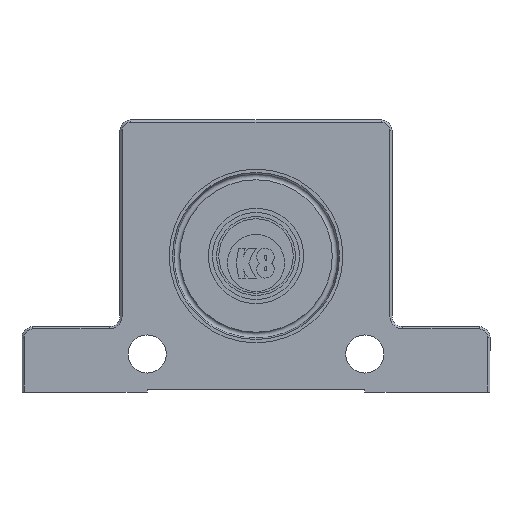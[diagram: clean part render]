
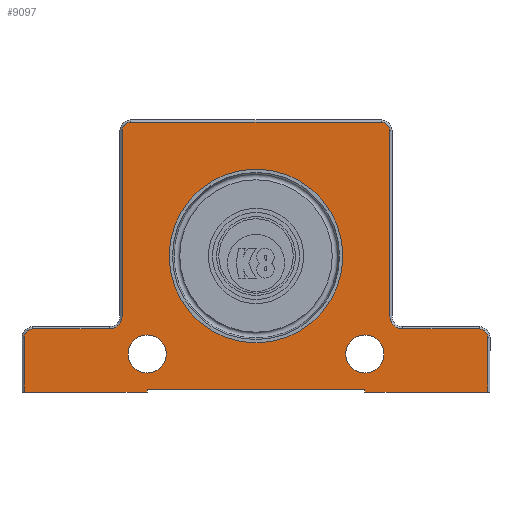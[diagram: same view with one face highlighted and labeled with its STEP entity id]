
A CAD part, left-side view. The second image highlights one B-rep face of the part: STEP entity #9097.
In plain terms, the highlighted planar face has unit normal (-1, 0, 0).
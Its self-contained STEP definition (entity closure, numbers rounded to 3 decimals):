
#7913=CARTESIAN_POINT('',(-10.0,-42.6,0.0));
#7914=VERTEX_POINT('',#7913);
#7931=CARTESIAN_POINT('',(-10.0,-42.6,10.));
#7932=VERTEX_POINT('',#7931);
#7939=CARTESIAN_POINT('',(-10.0,-42.6,10.));
#7940=DIRECTION('',(0.0,0.0,-1.0));
#7941=VECTOR('',#7940,10.);
#7942=LINE('',#7939,#7941);
#7943=EDGE_CURVE('',#7932,#7914,#7942,.T.);
#7955=CARTESIAN_POINT('',(-10.0,-41.0,11.6));
#7956=VERTEX_POINT('',#7955);
#7963=CARTESIAN_POINT('',(-10.0,-41.0,10.));
#7964=DIRECTION('',(1.0,0.0,0.0));
#7965=DIRECTION('',(0.0,-0.707,0.707));
#7966=AXIS2_PLACEMENT_3D('',#7963,#7964,#7965);
#7967=CIRCLE('',#7966,1.6);
#7968=EDGE_CURVE('',#7956,#7932,#7967,.T.);
#7988=CARTESIAN_POINT('',(-10.0,-27.,11.6));
#7989=VERTEX_POINT('',#7988);
#7996=CARTESIAN_POINT('',(-10.0,-27.,11.6));
#7997=DIRECTION('',(0.0,-1.0,0.0));
#7998=VECTOR('',#7997,14.);
#7999=LINE('',#7996,#7998);
#8000=EDGE_CURVE('',#7989,#7956,#7999,.T.);
#8017=CARTESIAN_POINT('',(-10.0,-24.6,14.));
#8018=VERTEX_POINT('',#8017);
#8025=CARTESIAN_POINT('',(-10.0,-27.,14.));
#8026=DIRECTION('',(-1.0,0.0,0.0));
#8027=DIRECTION('',(0.0,0.707,-0.707));
#8028=AXIS2_PLACEMENT_3D('',#8025,#8026,#8027);
#8029=CIRCLE('',#8028,2.4);
#8030=EDGE_CURVE('',#8018,#7989,#8029,.T.);
#8048=CARTESIAN_POINT('',(-10.0,-24.6,48.));
#8049=VERTEX_POINT('',#8048);
#8056=CARTESIAN_POINT('',(-10.0,-24.6,48.));
#8057=DIRECTION('',(0.0,0.0,-1.0));
#8058=VECTOR('',#8057,34.0);
#8059=LINE('',#8056,#8058);
#8060=EDGE_CURVE('',#8049,#8018,#8059,.T.);
#8074=CARTESIAN_POINT('',(-10.0,-23.,49.6));
#8075=VERTEX_POINT('',#8074);
#8082=CARTESIAN_POINT('',(-10.0,-23.,48.));
#8083=DIRECTION('',(1.0,0.0,0.0));
#8084=DIRECTION('',(0.0,-0.707,0.707));
#8085=AXIS2_PLACEMENT_3D('',#8082,#8083,#8084);
#8086=CIRCLE('',#8085,1.6);
#8087=EDGE_CURVE('',#8075,#8049,#8086,.T.);
#8107=CARTESIAN_POINT('',(-10.0,23.,49.6));
#8108=VERTEX_POINT('',#8107);
#8115=CARTESIAN_POINT('',(-10.0,23.,49.6));
#8116=DIRECTION('',(0.0,-1.0,0.0));
#8117=VECTOR('',#8116,46.0);
#8118=LINE('',#8115,#8117);
#8119=EDGE_CURVE('',#8108,#8075,#8118,.T.);
#8138=CARTESIAN_POINT('',(-10.0,24.6,48.0));
#8139=VERTEX_POINT('',#8138);
#8146=CARTESIAN_POINT('',(-10.0,23.,48.0));
#8147=DIRECTION('',(1.0,0.0,0.0));
#8148=DIRECTION('',(0.0,0.707,0.707));
#8149=AXIS2_PLACEMENT_3D('',#8146,#8147,#8148);
#8150=CIRCLE('',#8149,1.6);
#8151=EDGE_CURVE('',#8139,#8108,#8150,.T.);
#8171=CARTESIAN_POINT('',(-10.0,24.6,14.));
#8172=VERTEX_POINT('',#8171);
#8179=CARTESIAN_POINT('',(-10.0,24.6,14.));
#8180=DIRECTION('',(0.0,0.0,1.0));
#8181=VECTOR('',#8180,34.);
#8182=LINE('',#8179,#8181);
#8183=EDGE_CURVE('',#8172,#8139,#8182,.T.);
#8202=CARTESIAN_POINT('',(-10.0,27.,11.6));
#8203=VERTEX_POINT('',#8202);
#8210=CARTESIAN_POINT('',(-10.0,27.,14.));
#8211=DIRECTION('',(-1.,0.0,0.0));
#8212=DIRECTION('',(0.0,-0.707,-0.707));
#8213=AXIS2_PLACEMENT_3D('',#8210,#8211,#8212);
#8214=CIRCLE('',#8213,2.4);
#8215=EDGE_CURVE('',#8203,#8172,#8214,.T.);
#8235=CARTESIAN_POINT('',(-10.0,41.,11.6));
#8236=VERTEX_POINT('',#8235);
#8243=CARTESIAN_POINT('',(-10.0,41.,11.6));
#8244=DIRECTION('',(0.0,-1.0,0.0));
#8245=VECTOR('',#8244,14.);
#8246=LINE('',#8243,#8245);
#8247=EDGE_CURVE('',#8236,#8203,#8246,.T.);
#8266=CARTESIAN_POINT('',(-10.0,42.6,10.));
#8267=VERTEX_POINT('',#8266);
#8274=CARTESIAN_POINT('',(-10.0,41.,10.));
#8275=DIRECTION('',(1.0,0.0,0.0));
#8276=DIRECTION('',(0.0,0.707,0.707));
#8277=AXIS2_PLACEMENT_3D('',#8274,#8275,#8276);
#8278=CIRCLE('',#8277,1.6);
#8279=EDGE_CURVE('',#8267,#8236,#8278,.T.);
#8299=CARTESIAN_POINT('',(-10.0,42.6,0.0));
#8300=VERTEX_POINT('',#8299);
#8307=CARTESIAN_POINT('',(-10.0,42.6,0.0));
#8308=DIRECTION('',(0.0,0.0,1.0));
#8309=VECTOR('',#8308,10.);
#8310=LINE('',#8307,#8309);
#8311=EDGE_CURVE('',#8300,#8267,#8310,.T.);
#8344=CARTESIAN_POINT('',(-10.0,20.0,0.0));
#8345=VERTEX_POINT('',#8344);
#8352=CARTESIAN_POINT('',(-10.0,20.0,0.0));
#8353=DIRECTION('',(0.0,1.0,0.0));
#8354=VECTOR('',#8353,22.6);
#8355=LINE('',#8352,#8354);
#8356=EDGE_CURVE('',#8345,#8300,#8355,.T.);
#8942=CARTESIAN_POINT('',(-10.0,-20.0,0.5));
#8943=VERTEX_POINT('',#8942);
#8951=CARTESIAN_POINT('',(-10.0,-20.0,0.0));
#8952=VERTEX_POINT('',#8951);
#8959=CARTESIAN_POINT('',(-10.0,-20.0,0.5));
#8960=DIRECTION('',(0.0,0.0,-1.0));
#8961=VECTOR('',#8960,0.5);
#8962=LINE('',#8959,#8961);
#8963=EDGE_CURVE('',#8943,#8952,#8962,.T.);
#8973=CARTESIAN_POINT('',(-10.0,20.0,0.5));
#8974=VERTEX_POINT('',#8973);
#8981=CARTESIAN_POINT('',(-10.0,20.0,0.0));
#8982=DIRECTION('',(0.0,0.0,1.0));
#8983=VECTOR('',#8982,0.5);
#8984=LINE('',#8981,#8983);
#8985=EDGE_CURVE('',#8345,#8974,#8984,.T.);
#8999=CARTESIAN_POINT('',(-10.0,20.0,0.5));
#9000=DIRECTION('',(0.0,-1.0,0.0));
#9001=VECTOR('',#9000,40.0);
#9002=LINE('',#8999,#9001);
#9003=EDGE_CURVE('',#8974,#8943,#9002,.T.);
#9015=CARTESIAN_POINT('',(-10.0,-42.6,0.0));
#9016=DIRECTION('',(0.0,1.0,0.0));
#9017=VECTOR('',#9016,22.6);
#9018=LINE('',#9015,#9017);
#9019=EDGE_CURVE('',#7914,#8952,#9018,.T.);
#9039=CARTESIAN_POINT('',(-10.0,17.823,21.323));
#9040=DIRECTION('',(1.0,0.0,0.0));
#9041=DIRECTION('',(0.0,0.0,-1.0));
#9042=AXIS2_PLACEMENT_3D('',#9039,#9040,#9041);
#9043=PLANE('',#9042);
#9044=ORIENTED_EDGE('',*,*,#8311,.F.);
#9045=ORIENTED_EDGE('',*,*,#8356,.F.);
#9046=ORIENTED_EDGE('',*,*,#8985,.T.);
#9047=ORIENTED_EDGE('',*,*,#9003,.T.);
#9048=ORIENTED_EDGE('',*,*,#8963,.T.);
#9049=ORIENTED_EDGE('',*,*,#9019,.F.);
#9050=ORIENTED_EDGE('',*,*,#7943,.F.);
#9051=ORIENTED_EDGE('',*,*,#7968,.F.);
#9052=ORIENTED_EDGE('',*,*,#8000,.F.);
#9053=ORIENTED_EDGE('',*,*,#8030,.F.);
#9054=ORIENTED_EDGE('',*,*,#8060,.F.);
#9055=ORIENTED_EDGE('',*,*,#8087,.F.);
#9056=ORIENTED_EDGE('',*,*,#8119,.F.);
#9057=ORIENTED_EDGE('',*,*,#8151,.F.);
#9058=ORIENTED_EDGE('',*,*,#8183,.F.);
#9059=ORIENTED_EDGE('',*,*,#8215,.F.);
#9060=ORIENTED_EDGE('',*,*,#8247,.F.);
#9061=ORIENTED_EDGE('',*,*,#8279,.F.);
#9062=EDGE_LOOP('',(#9044,#9045,#9046,#9047,#9048,#9049,#9050,#9051,#9052,#9053,#9054,#9055,#9056,#9057,#9058,#9059,#9060,#9061));
#9063=FACE_OUTER_BOUND('',#9062,.T.);
#9064=CARTESIAN_POINT('',(-10.0,-20.0,10.5));
#9065=VERTEX_POINT('',#9064);
#9066=CARTESIAN_POINT('',(-10.0,-20.0,7.));
#9067=DIRECTION('',(1.0,0.0,0.0));
#9068=DIRECTION('',(0.0,0.0,-1.0));
#9069=AXIS2_PLACEMENT_3D('',#9066,#9067,#9068);
#9070=CIRCLE('',#9069,3.5);
#9071=EDGE_CURVE('',#9065,#9065,#9070,.T.);
#9072=ORIENTED_EDGE('',*,*,#9071,.T.);
#9073=EDGE_LOOP('',(#9072));
#9074=FACE_BOUND('',#9073,.T.);
#9075=CARTESIAN_POINT('',(-10.0,20.0,10.5));
#9076=VERTEX_POINT('',#9075);
#9077=CARTESIAN_POINT('',(-10.0,20.0,7.));
#9078=DIRECTION('',(1.0,0.0,0.0));
#9079=DIRECTION('',(0.0,0.0,-1.0));
#9080=AXIS2_PLACEMENT_3D('',#9077,#9078,#9079);
#9081=CIRCLE('',#9080,3.5);
#9082=EDGE_CURVE('',#9076,#9076,#9081,.T.);
#9083=ORIENTED_EDGE('',*,*,#9082,.T.);
#9084=EDGE_LOOP('',(#9083));
#9085=FACE_BOUND('',#9084,.T.);
#9086=CARTESIAN_POINT('',(-10.0,0.0,9.05));
#9087=VERTEX_POINT('',#9086);
#9088=CARTESIAN_POINT('',(-10.0,0.0,25.));
#9089=DIRECTION('',(1.0,0.0,0.));
#9090=DIRECTION('',(0.,0.0,-1.0));
#9091=AXIS2_PLACEMENT_3D('',#9088,#9089,#9090);
#9092=CIRCLE('',#9091,15.95);
#9093=EDGE_CURVE('',#9087,#9087,#9092,.T.);
#9094=ORIENTED_EDGE('',*,*,#9093,.T.);
#9095=EDGE_LOOP('',(#9094));
#9096=FACE_BOUND('',#9095,.T.);
#9097=ADVANCED_FACE('',(#9063,#9074,#9085,#9096),#9043,.F.);
